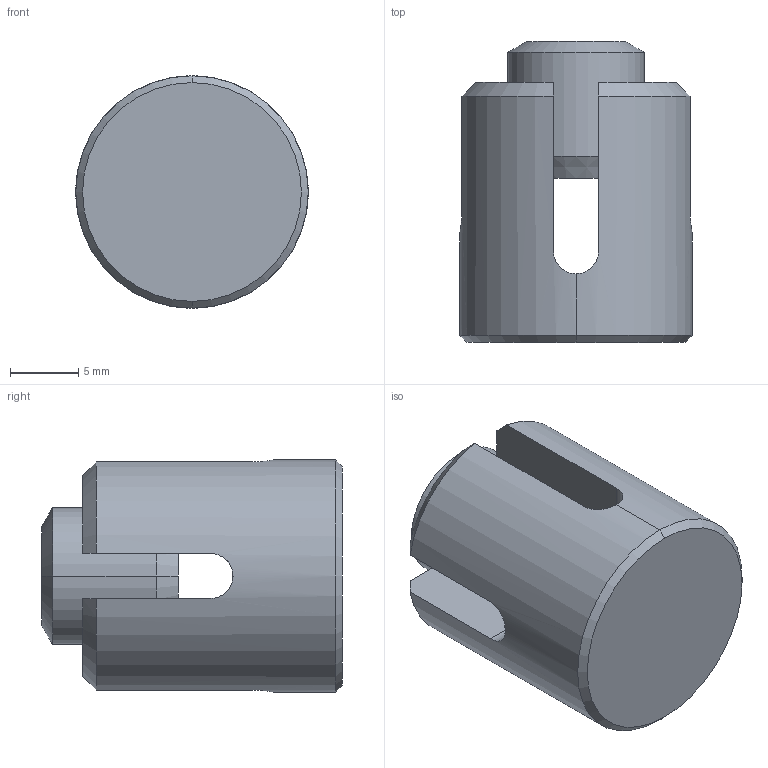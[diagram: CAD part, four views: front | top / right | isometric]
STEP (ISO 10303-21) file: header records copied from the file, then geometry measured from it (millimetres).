
FILE_DESCRIPTION (( 'STEP AP203' ), '1' );
FILE_NAME ('A14_7403-003.STEP', '2023-10-06T11:30:16', ( '' ), ( '' ), 'SwSTEP 2.0', 'SolidWorks 2019', '' );
FILE_SCHEMA (( 'CONFIG_CONTROL_DESIGN' ));
Length unit declared in the file: millimetre
Products named in the file (3): A14_7403-003; DIN 913_SKRUTKA M10X10; A14_7403-003.P1
Assembly tree (2 placements, depth 2):
  A14_7403-003
    A14_7403-003.P1
    DIN 913_SKRUTKA M10X10
Bounding box: 17 x 22 x 17 mm (x, y, z)
Volume: 3258.7 mm3; surface area: 2483.4 mm2
Topology: 2 solids, 2 shells, 44 faces, 112 edges, 71 vertices
Faces by surface type: plane 22, cone 12, cylinder 10
Entity records: 1805 total; most frequent: CARTESIAN_POINT 466, ORIENTED_EDGE 220, DIRECTION 214, EDGE_CURVE 110, AXIS2_PLACEMENT_3D 75, VERTEX_POINT 71, VECTOR 64, LINE 64
